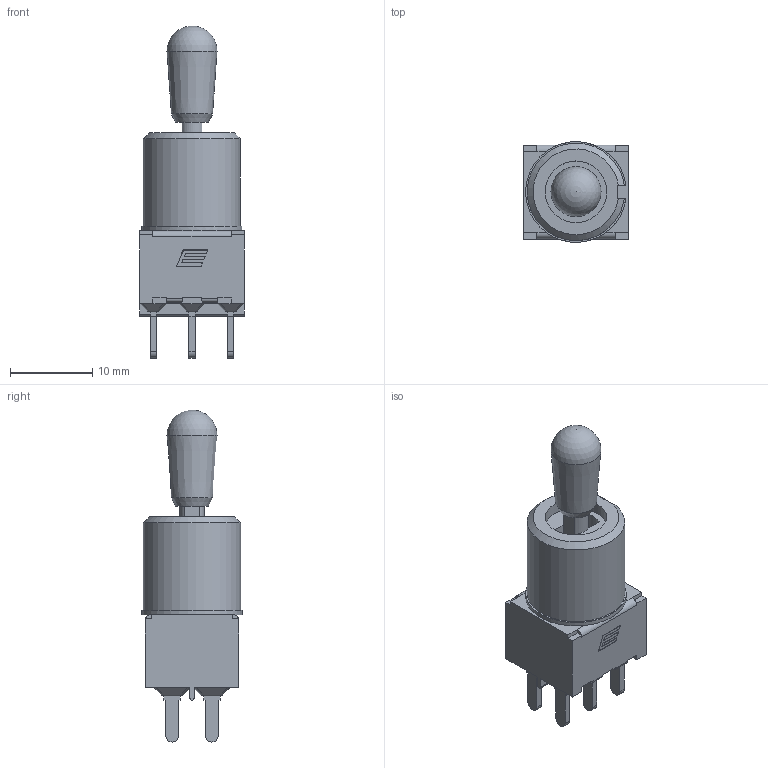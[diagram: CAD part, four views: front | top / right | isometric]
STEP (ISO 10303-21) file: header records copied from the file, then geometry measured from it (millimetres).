
FILE_DESCRIPTION((' '),'2;1');
FILE_NAME('100DPxT7B13M3xE.stp','2017-08-01T12:59:15',(' '),(' '),' ','ACIS',' ');
FILE_SCHEMA(('CONFIG_CONTROL_DESIGN'));
Length unit declared in the file: inch
Products named in the file (1): 100DPxT7B13M3xE.stp
Bounding box: 12.7 x 12.24 x 40.37 mm (x, y, z)
Volume: 2062.6 mm3; surface area: 2770.8 mm2
Topology: 1 solids, 2 shells, 365 faces, 935 edges, 590 vertices
Faces by surface type: plane 263, cylinder 73, sphere 26, cone 3
Full cylindrical faces by diameter (mm): 7.5 x2
Entity records: 10907 total; most frequent: CARTESIAN_POINT 1879, ORIENTED_EDGE 1848, DIRECTION 1838, EDGE_CURVE 924, VECTOR 738, LINE 738, VERTEX_POINT 585, AXIS2_PLACEMENT_3D 550
